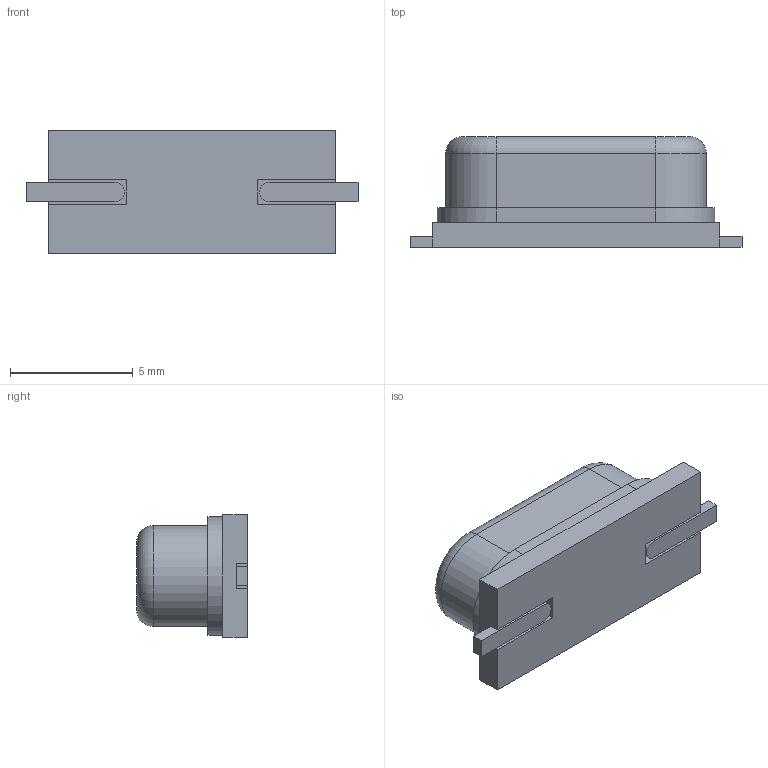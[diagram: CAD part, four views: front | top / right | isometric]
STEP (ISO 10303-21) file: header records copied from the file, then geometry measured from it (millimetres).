
FILE_DESCRIPTION (( 'STEP AP214' ), '1' );
FILE_NAME ('FOXSDLF_160-20.STEP', '2023-05-20T16:18:37', ( '' ), ( '' ), 'SwSTEP 2.0', 'SolidWorks 2021', '' );
FILE_SCHEMA (( 'AUTOMOTIVE_DESIGN' ));
Length unit declared in the file: millimetre
Products named in the file (1): FOXSDLF_160-20
Bounding box: 13.5 x 4.5 x 5 mm (x, y, z)
Volume: 201 mm3; surface area: 359.5 mm2
Topology: 4 solids, 4 shells, 41 faces, 92 edges, 60 vertices
Faces by surface type: plane 31, cylinder 8, torus 2
Entity records: 1193 total; most frequent: CARTESIAN_POINT 194, DIRECTION 194, ORIENTED_EDGE 184, EDGE_CURVE 92, LINE 74, VECTOR 74, AXIS2_PLACEMENT_3D 60, VERTEX_POINT 60
